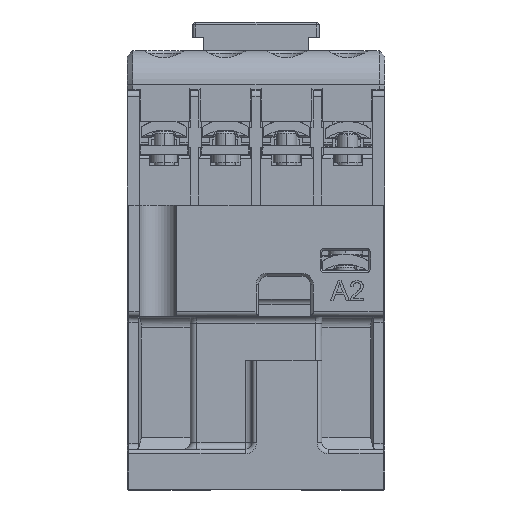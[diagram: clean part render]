
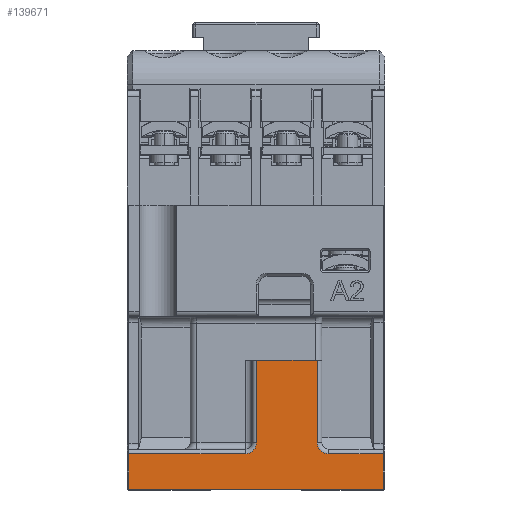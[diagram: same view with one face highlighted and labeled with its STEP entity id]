
A CAD part, top view. The second image highlights one B-rep face of the part: STEP entity #139671.
In plain terms, the highlighted planar face has unit normal (0, 0, 1).
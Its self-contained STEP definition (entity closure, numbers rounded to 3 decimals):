
#5110=DIRECTION('',(-1.,0.,0.));
#5111=VECTOR('',#5110,44.4);
#5112=CARTESIAN_POINT('',(22.2,-48.5,37.));
#5113=LINE('',#5112,#5111);
#52520=DIRECTION('',(0.,1.,0.));
#52521=VECTOR('',#52520,6.2);
#52522=CARTESIAN_POINT('',(-22.2,-48.5,37.));
#52523=LINE('',#52522,#52521);
#52524=DIRECTION('',(-1.,0.,0.));
#52525=VECTOR('',#52524,20.3);
#52526=CARTESIAN_POINT('',(-1.9,-42.3,37.));
#52527=LINE('',#52526,#52525);
#52528=CARTESIAN_POINT('',(-1.9,-40.3,37.));
#52529=DIRECTION('',(0.,0.,-1.));
#52530=DIRECTION('',(1.,0.,0.));
#52531=AXIS2_PLACEMENT_3D('',#52528,#52529,#52530);
#52533=DIRECTION('',(0.,-1.,0.));
#52534=VECTOR('',#52533,14.35);
#52535=CARTESIAN_POINT('',(0.1,-25.95,37.));
#52536=LINE('',#52535,#52534);
#52537=DIRECTION('',(0.,1.,0.));
#52538=VECTOR('',#52537,14.35);
#52539=CARTESIAN_POINT('',(10.7,-40.3,37.));
#52540=LINE('',#52539,#52538);
#52541=CARTESIAN_POINT('',(12.7,-40.3,37.));
#52542=DIRECTION('',(0.,0.,-1.));
#52543=DIRECTION('',(0.,-1.,0.));
#52544=AXIS2_PLACEMENT_3D('',#52541,#52542,#52543);
#52546=DIRECTION('',(-1.,0.,0.));
#52547=VECTOR('',#52546,9.5);
#52548=CARTESIAN_POINT('',(22.2,-42.3,37.));
#52549=LINE('',#52548,#52547);
#52550=DIRECTION('',(0.,1.,0.));
#52551=VECTOR('',#52550,6.2);
#52552=CARTESIAN_POINT('',(22.2,-48.5,37.));
#52553=LINE('',#52552,#52551);
#52571=DIRECTION('',(1.,0.,0.));
#52572=VECTOR('',#52571,10.6);
#52573=CARTESIAN_POINT('',(0.1,-25.95,37.));
#52574=LINE('',#52573,#52572);
#63696=CARTESIAN_POINT('',(0.1,-40.3,37.));
#63697=CARTESIAN_POINT('',(-1.9,-42.3,37.));
#63698=VERTEX_POINT('',#63696);
#63699=VERTEX_POINT('',#63697);
#63705=CARTESIAN_POINT('',(0.1,-25.95,37.));
#63707=VERTEX_POINT('',#63705);
#63708=CARTESIAN_POINT('',(10.7,-25.95,37.));
#63710=VERTEX_POINT('',#63708);
#63714=CARTESIAN_POINT('',(10.7,-40.3,37.));
#63715=VERTEX_POINT('',#63714);
#63716=CARTESIAN_POINT('',(12.7,-42.3,37.));
#63718=VERTEX_POINT('',#63716);
#67391=CARTESIAN_POINT('',(-22.2,-42.3,37.));
#67392=VERTEX_POINT('',#67391);
#67393=CARTESIAN_POINT('',(-22.2,-48.5,37.));
#67395=VERTEX_POINT('',#67393);
#67425=CARTESIAN_POINT('',(22.2,-42.3,37.));
#67426=VERTEX_POINT('',#67425);
#67430=CARTESIAN_POINT('',(22.2,-48.5,37.));
#67432=VERTEX_POINT('',#67430);
#139650=CARTESIAN_POINT('',(-22.5,0.,37.));
#139651=DIRECTION('',(0.,0.,1.));
#139652=DIRECTION('',(1.,0.,0.));
#139653=AXIS2_PLACEMENT_3D('',#139650,#139651,#139652);
#139654=PLANE('',#139653);
#139656=ORIENTED_EDGE('',*,*,#139655,.T.);
#139657=ORIENTED_EDGE('',*,*,#139630,.F.);
#139658=ORIENTED_EDGE('',*,*,#139640,.F.);
#139660=ORIENTED_EDGE('',*,*,#139659,.F.);
#139662=ORIENTED_EDGE('',*,*,#139661,.T.);
#139664=ORIENTED_EDGE('',*,*,#139663,.F.);
#139665=ORIENTED_EDGE('',*,*,#77815,.F.);
#139666=ORIENTED_EDGE('',*,*,#77830,.F.);
#139667=ORIENTED_EDGE('',*,*,#77870,.F.);
#139668=ORIENTED_EDGE('',*,*,#77937,.T.);
#139669=EDGE_LOOP('',(#139656,#139657,#139658,#139660,#139662,#139664,#139665,
#139666,#139667,#139668));
#139670=FACE_OUTER_BOUND('',#139669,.F.);
#139671=ADVANCED_FACE('',(#139670),#139654,.T.);
#52532=CIRCLE('',#52531,2.);
#52545=CIRCLE('',#52544,2.);
#77815=EDGE_CURVE('',#63718,#63715,#52545,.T.);
#77830=EDGE_CURVE('',#67426,#63718,#52549,.T.);
#77870=EDGE_CURVE('',#67432,#67426,#52553,.T.);
#77937=EDGE_CURVE('',#67432,#67395,#5113,.T.);
#139630=EDGE_CURVE('',#63699,#67392,#52527,.T.);
#139640=EDGE_CURVE('',#63698,#63699,#52532,.T.);
#139655=EDGE_CURVE('',#67395,#67392,#52523,.T.);
#139659=EDGE_CURVE('',#63707,#63698,#52536,.T.);
#139661=EDGE_CURVE('',#63707,#63710,#52574,.T.);
#139663=EDGE_CURVE('',#63715,#63710,#52540,.T.);
